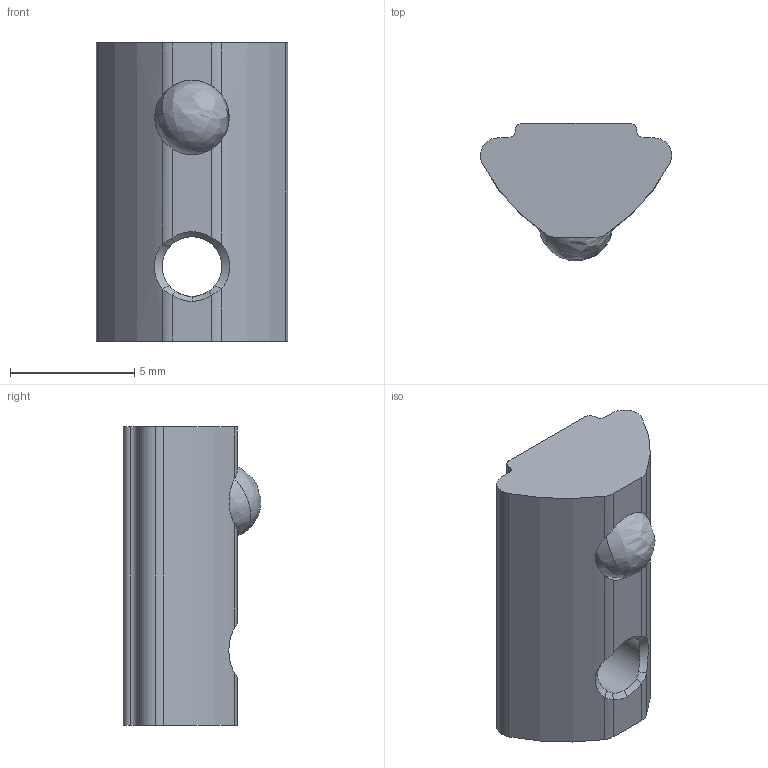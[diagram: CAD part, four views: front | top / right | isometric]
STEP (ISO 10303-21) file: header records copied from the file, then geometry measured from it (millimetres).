
FILE_DESCRIPTION (( 'STEP AP214' ), '1' );
FILE_NAME ('252200134.STEP', '2014-02-19T08:57:47', ( '' ), ( '' ), 'SwSTEP 2.0', 'SolidWorks 2014', '' );
FILE_SCHEMA (( 'AUTOMOTIVE_DESIGN' ));
Length unit declared in the file: millimetre
Products named in the file (1): 252200134
Bounding box: 7.7 x 5.55 x 12 mm (x, y, z)
Volume: 279.5 mm3; surface area: 382.2 mm2
Topology: 2 solids, 2 shells, 41 faces, 110 edges, 68 vertices
Faces by surface type: cylinder 19, plane 9, bspline 8, cone 5
Entity records: 1990 total; most frequent: CARTESIAN_POINT 526, ORIENTED_EDGE 212, DIRECTION 190, EDGE_CURVE 106, AXIS2_PLACEMENT_3D 74, VERTEX_POINT 68, UNCERTAINTY_MEASURE_WITH_UNIT 45, SURFACE_SIDE_STYLE 44
